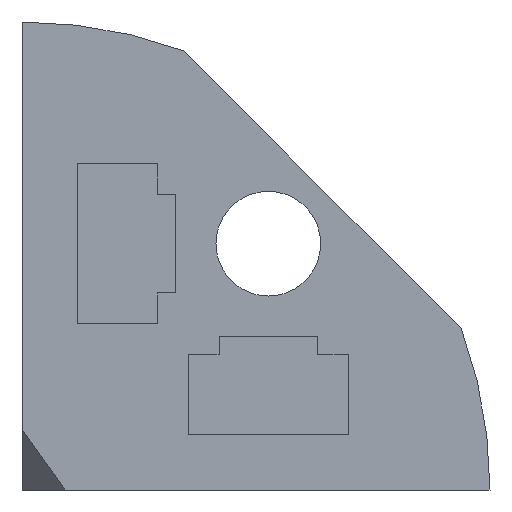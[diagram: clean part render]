
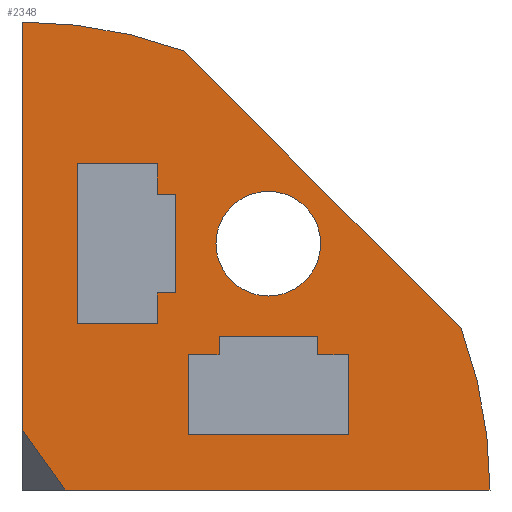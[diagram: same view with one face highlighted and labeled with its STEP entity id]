
A CAD part, front view. The second image highlights one B-rep face of the part: STEP entity #2348.
In plain terms, the highlighted planar face has unit normal (0, -1, 0).
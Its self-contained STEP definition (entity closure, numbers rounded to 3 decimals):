
#316=CARTESIAN_POINT('',(3.5,0.,0.));
#317=VERTEX_POINT('',#316);
#326=CARTESIAN_POINT('',(0.,0.0,4.95));
#327=VERTEX_POINT('',#326);
#328=CARTESIAN_POINT('',(0.0,0.0,4.95));
#329=DIRECTION('',(0.577,0.0,-0.816));
#330=VECTOR('',#329,6.062);
#331=LINE('',#328,#330);
#332=EDGE_CURVE('',#327,#317,#331,.T.);
#349=CARTESIAN_POINT('',(0.,0.0,38.));
#350=VERTEX_POINT('',#349);
#351=CARTESIAN_POINT('',(0.,0.0,38.));
#352=DIRECTION('',(0.0,0.0,-1.0));
#353=VECTOR('',#352,33.05);
#354=LINE('',#351,#353);
#355=EDGE_CURVE('',#350,#327,#354,.T.);
#1084=CARTESIAN_POINT('',(4.5,0.0,26.5));
#1085=VERTEX_POINT('',#1084);
#1092=CARTESIAN_POINT('',(4.5,0.0,13.5));
#1093=VERTEX_POINT('',#1092);
#1094=CARTESIAN_POINT('',(4.5,0.0,13.5));
#1095=DIRECTION('',(0.0,0.0,1.0));
#1096=VECTOR('',#1095,13.);
#1097=LINE('',#1094,#1096);
#1098=EDGE_CURVE('',#1093,#1085,#1097,.T.);
#1123=CARTESIAN_POINT('',(11.,0.0,13.5));
#1124=VERTEX_POINT('',#1123);
#1125=CARTESIAN_POINT('',(11.,0.0,13.5));
#1126=DIRECTION('',(-1.0,0.0,0.0));
#1127=VECTOR('',#1126,6.5);
#1128=LINE('',#1125,#1127);
#1129=EDGE_CURVE('',#1124,#1093,#1128,.T.);
#1154=CARTESIAN_POINT('',(11.,0.0,16.));
#1155=VERTEX_POINT('',#1154);
#1156=CARTESIAN_POINT('',(11.,0.0,16.));
#1157=DIRECTION('',(0.0,0.0,-1.0));
#1158=VECTOR('',#1157,2.5);
#1159=LINE('',#1156,#1158);
#1160=EDGE_CURVE('',#1155,#1124,#1159,.T.);
#1185=CARTESIAN_POINT('',(12.5,0.0,16.));
#1186=VERTEX_POINT('',#1185);
#1187=CARTESIAN_POINT('',(12.5,0.0,16.));
#1188=DIRECTION('',(-1.0,0.0,0.0));
#1189=VECTOR('',#1188,1.5);
#1190=LINE('',#1187,#1189);
#1191=EDGE_CURVE('',#1186,#1155,#1190,.T.);
#1216=CARTESIAN_POINT('',(12.5,0.0,24.0));
#1217=VERTEX_POINT('',#1216);
#1218=CARTESIAN_POINT('',(12.5,0.0,24.0));
#1219=DIRECTION('',(0.0,0.0,-1.0));
#1220=VECTOR('',#1219,8.);
#1221=LINE('',#1218,#1220);
#1222=EDGE_CURVE('',#1217,#1186,#1221,.T.);
#1247=CARTESIAN_POINT('',(11.,0.0,24.0));
#1248=VERTEX_POINT('',#1247);
#1249=CARTESIAN_POINT('',(11.,0.0,24.0));
#1250=DIRECTION('',(1.0,0.0,0.0));
#1251=VECTOR('',#1250,1.5);
#1252=LINE('',#1249,#1251);
#1253=EDGE_CURVE('',#1248,#1217,#1252,.T.);
#1278=CARTESIAN_POINT('',(11.,0.0,26.5));
#1279=VERTEX_POINT('',#1278);
#1280=CARTESIAN_POINT('',(11.,0.0,26.5));
#1281=DIRECTION('',(0.0,0.0,-1.0));
#1282=VECTOR('',#1281,2.5);
#1283=LINE('',#1280,#1282);
#1284=EDGE_CURVE('',#1279,#1248,#1283,.T.);
#1307=CARTESIAN_POINT('',(4.5,0.0,26.5));
#1308=DIRECTION('',(1.0,0.0,0.0));
#1309=VECTOR('',#1308,6.5);
#1310=LINE('',#1307,#1309);
#1311=EDGE_CURVE('',#1085,#1279,#1310,.T.);
#1348=CARTESIAN_POINT('',(13.5,0.0,4.5));
#1349=VERTEX_POINT('',#1348);
#1356=CARTESIAN_POINT('',(26.5,0.0,4.5));
#1357=VERTEX_POINT('',#1356);
#1358=CARTESIAN_POINT('',(26.5,0.0,4.5));
#1359=DIRECTION('',(-1.0,0.0,0.0));
#1360=VECTOR('',#1359,13.);
#1361=LINE('',#1358,#1360);
#1362=EDGE_CURVE('',#1357,#1349,#1361,.T.);
#1387=CARTESIAN_POINT('',(26.5,0.0,11.0));
#1388=VERTEX_POINT('',#1387);
#1389=CARTESIAN_POINT('',(26.5,0.0,11.));
#1390=DIRECTION('',(0.0,0.0,-1.0));
#1391=VECTOR('',#1390,6.5);
#1392=LINE('',#1389,#1391);
#1393=EDGE_CURVE('',#1388,#1357,#1392,.T.);
#1418=CARTESIAN_POINT('',(24.,0.0,11.0));
#1419=VERTEX_POINT('',#1418);
#1420=CARTESIAN_POINT('',(24.,0.0,11.0));
#1421=DIRECTION('',(1.0,0.0,0.0));
#1422=VECTOR('',#1421,2.5);
#1423=LINE('',#1420,#1422);
#1424=EDGE_CURVE('',#1419,#1388,#1423,.T.);
#1449=CARTESIAN_POINT('',(24.,0.0,12.5));
#1450=VERTEX_POINT('',#1449);
#1451=CARTESIAN_POINT('',(24.,0.0,12.5));
#1452=DIRECTION('',(0.0,0.0,-1.0));
#1453=VECTOR('',#1452,1.5);
#1454=LINE('',#1451,#1453);
#1455=EDGE_CURVE('',#1450,#1419,#1454,.T.);
#1480=CARTESIAN_POINT('',(16.0,0.0,12.5));
#1481=VERTEX_POINT('',#1480);
#1482=CARTESIAN_POINT('',(16.0,0.0,12.5));
#1483=DIRECTION('',(1.0,0.0,0.0));
#1484=VECTOR('',#1483,8.);
#1485=LINE('',#1482,#1484);
#1486=EDGE_CURVE('',#1481,#1450,#1485,.T.);
#1511=CARTESIAN_POINT('',(16.0,0.0,11.0));
#1512=VERTEX_POINT('',#1511);
#1513=CARTESIAN_POINT('',(16.0,0.0,11.0));
#1514=DIRECTION('',(0.0,0.0,1.0));
#1515=VECTOR('',#1514,1.5);
#1516=LINE('',#1513,#1515);
#1517=EDGE_CURVE('',#1512,#1481,#1516,.T.);
#1542=CARTESIAN_POINT('',(13.5,0.0,11.0));
#1543=VERTEX_POINT('',#1542);
#1544=CARTESIAN_POINT('',(13.5,0.0,11.0));
#1545=DIRECTION('',(1.0,0.0,0.0));
#1546=VECTOR('',#1545,2.5);
#1547=LINE('',#1544,#1546);
#1548=EDGE_CURVE('',#1543,#1512,#1547,.T.);
#1571=CARTESIAN_POINT('',(13.5,0.0,4.5));
#1572=DIRECTION('',(0.0,0.0,1.0));
#1573=VECTOR('',#1572,6.5);
#1574=LINE('',#1571,#1573);
#1575=EDGE_CURVE('',#1349,#1543,#1574,.T.);
#2069=CARTESIAN_POINT('',(24.25,0.0,20.0));
#2070=VERTEX_POINT('',#2069);
#2071=CARTESIAN_POINT('',(20.,0.0,20.0));
#2072=DIRECTION('',(0.0,1.0,0.0));
#2073=DIRECTION('',(1.0,0.0,0.0));
#2074=AXIS2_PLACEMENT_3D('',#2071,#2072,#2073);
#2075=CIRCLE('',#2074,4.25);
#2076=EDGE_CURVE('',#2070,#2070,#2075,.T.);
#2224=CARTESIAN_POINT('',(35.659,0.0,13.131));
#2225=VERTEX_POINT('',#2224);
#2233=CARTESIAN_POINT('',(38.,0.0,0.0));
#2234=VERTEX_POINT('',#2233);
#2235=CARTESIAN_POINT('',(0.0,0.0,0.0));
#2236=DIRECTION('',(0.0,-1.0,0.0));
#2237=DIRECTION('',(1.0,0.0,0.0));
#2238=AXIS2_PLACEMENT_3D('',#2235,#2236,#2237);
#2239=CIRCLE('',#2238,38.);
#2240=EDGE_CURVE('',#2234,#2225,#2239,.T.);
#2271=CARTESIAN_POINT('',(13.131,0.0,35.659));
#2272=VERTEX_POINT('',#2271);
#2273=CARTESIAN_POINT('',(0.0,0.0,0.0));
#2274=DIRECTION('',(0.0,-1.0,0.0));
#2275=DIRECTION('',(1.0,0.0,0.0));
#2276=AXIS2_PLACEMENT_3D('',#2273,#2274,#2275);
#2277=CIRCLE('',#2276,38.);
#2278=EDGE_CURVE('',#2272,#350,#2277,.T.);
#2297=CARTESIAN_POINT('',(35.659,0.0,13.131));
#2298=DIRECTION('',(-0.707,0.0,0.707));
#2299=VECTOR('',#2298,31.859);
#2300=LINE('',#2297,#2299);
#2301=EDGE_CURVE('',#2225,#2272,#2300,.T.);
#2307=CARTESIAN_POINT('',(19.,0.0,0.0));
#2308=DIRECTION('',(0.0,-1.0,0.0));
#2309=DIRECTION('',(0.0,0.0,-1.0));
#2310=AXIS2_PLACEMENT_3D('',#2307,#2308,#2309);
#2311=PLANE('',#2310);
#2312=ORIENTED_EDGE('',*,*,#332,.T.);
#2313=CARTESIAN_POINT('',(3.5,0.0,0.0));
#2314=DIRECTION('',(1.0,0.0,0.0));
#2315=VECTOR('',#2314,34.5);
#2316=LINE('',#2313,#2315);
#2317=EDGE_CURVE('',#317,#2234,#2316,.T.);
#2318=ORIENTED_EDGE('',*,*,#2317,.T.);
#2319=ORIENTED_EDGE('',*,*,#2240,.T.);
#2320=ORIENTED_EDGE('',*,*,#2301,.T.);
#2321=ORIENTED_EDGE('',*,*,#2278,.T.);
#2322=ORIENTED_EDGE('',*,*,#355,.T.);
#2323=EDGE_LOOP('',(#2312,#2318,#2319,#2320,#2321,#2322));
#2324=FACE_OUTER_BOUND('',#2323,.T.);
#2325=ORIENTED_EDGE('',*,*,#1098,.T.);
#2326=ORIENTED_EDGE('',*,*,#1311,.T.);
#2327=ORIENTED_EDGE('',*,*,#1284,.T.);
#2328=ORIENTED_EDGE('',*,*,#1253,.T.);
#2329=ORIENTED_EDGE('',*,*,#1222,.T.);
#2330=ORIENTED_EDGE('',*,*,#1191,.T.);
#2331=ORIENTED_EDGE('',*,*,#1160,.T.);
#2332=ORIENTED_EDGE('',*,*,#1129,.T.);
#2333=EDGE_LOOP('',(#2325,#2326,#2327,#2328,#2329,#2330,#2331,#2332));
#2334=FACE_BOUND('',#2333,.T.);
#2335=ORIENTED_EDGE('',*,*,#1362,.T.);
#2336=ORIENTED_EDGE('',*,*,#1575,.T.);
#2337=ORIENTED_EDGE('',*,*,#1548,.T.);
#2338=ORIENTED_EDGE('',*,*,#1517,.T.);
#2339=ORIENTED_EDGE('',*,*,#1486,.T.);
#2340=ORIENTED_EDGE('',*,*,#1455,.T.);
#2341=ORIENTED_EDGE('',*,*,#1424,.T.);
#2342=ORIENTED_EDGE('',*,*,#1393,.T.);
#2343=EDGE_LOOP('',(#2335,#2336,#2337,#2338,#2339,#2340,#2341,#2342));
#2344=FACE_BOUND('',#2343,.T.);
#2345=ORIENTED_EDGE('',*,*,#2076,.T.);
#2346=EDGE_LOOP('',(#2345));
#2347=FACE_BOUND('',#2346,.T.);
#2348=ADVANCED_FACE('',(#2324,#2334,#2344,#2347),#2311,.T.);
